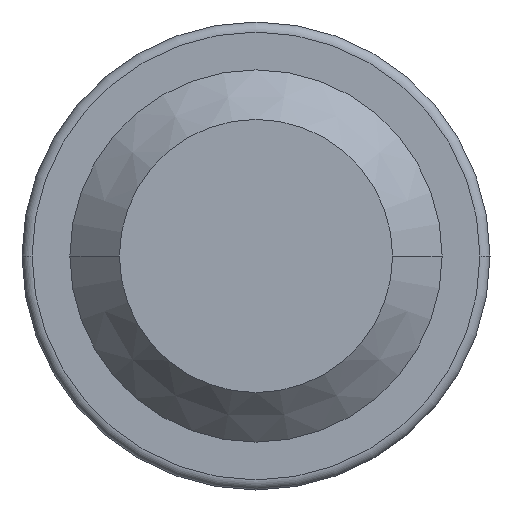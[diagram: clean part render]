
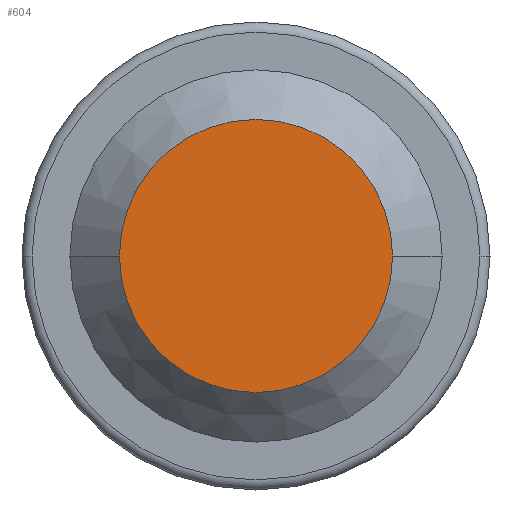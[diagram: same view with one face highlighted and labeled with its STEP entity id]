
A CAD part, front view. The second image highlights one B-rep face of the part: STEP entity #604.
In plain terms, the highlighted planar face has unit normal (0, -1, 0).
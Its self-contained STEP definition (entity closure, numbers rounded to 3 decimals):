
#37=CARTESIAN_POINT('',(0.,-3.104,0.));
#38=DIRECTION('',(0.,-1.,0.));
#39=DIRECTION('',(-1.,0.,0.));
#40=AXIS2_PLACEMENT_3D('',#37,#38,#39);
#42=CARTESIAN_POINT('',(0.,-3.104,0.));
#43=DIRECTION('',(0.,1.,0.));
#44=DIRECTION('',(-1.,0.,0.));
#45=AXIS2_PLACEMENT_3D('',#42,#43,#44);
#475=CARTESIAN_POINT('',(-1.412,-3.104,0.));
#476=VERTEX_POINT('',#475);
#501=CARTESIAN_POINT('',(1.412,-3.104,0.));
#502=VERTEX_POINT('',#501);
#595=CARTESIAN_POINT('',(0.,-3.104,0.));
#596=DIRECTION('',(0.,1.,0.));
#597=DIRECTION('',(1.,0.,0.));
#598=AXIS2_PLACEMENT_3D('',#595,#596,#597);
#599=PLANE('',#598);
#600=ORIENTED_EDGE('',*,*,#574,.F.);
#601=ORIENTED_EDGE('',*,*,#590,.T.);
#602=EDGE_LOOP('',(#600,#601));
#603=FACE_OUTER_BOUND('',#602,.F.);
#604=ADVANCED_FACE('',(#603),#599,.F.);
#41=CIRCLE('',#40,1.412);
#46=CIRCLE('',#45,1.412);
#574=EDGE_CURVE('',#476,#502,#41,.T.);
#590=EDGE_CURVE('',#476,#502,#46,.T.);
